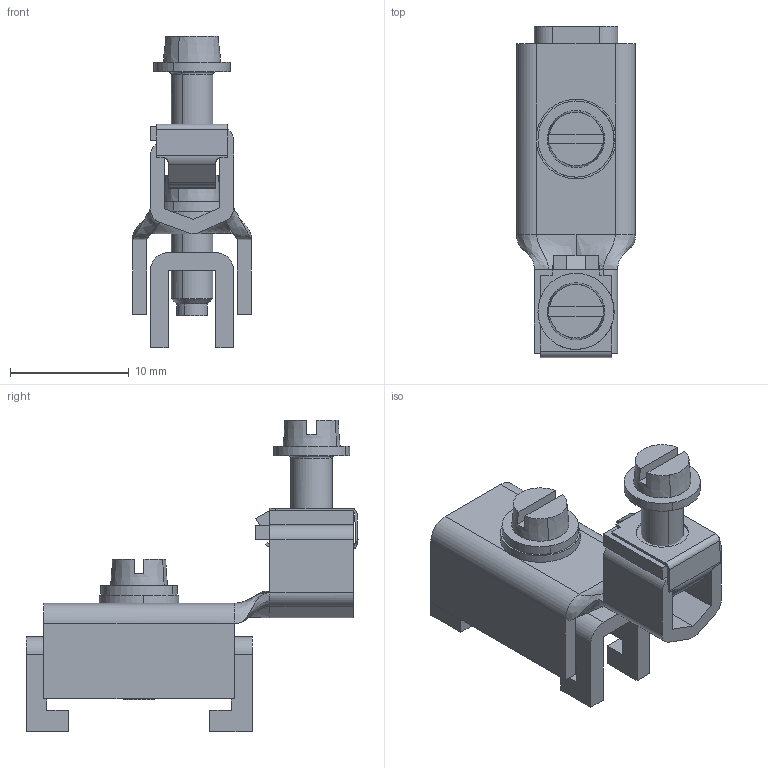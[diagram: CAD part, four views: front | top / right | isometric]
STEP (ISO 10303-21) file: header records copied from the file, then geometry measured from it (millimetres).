
FILE_DESCRIPTION(('CATIA V5 STEP Exchange','CAx-IF Rec.Pracs.--- Model Styling and Organization---1.4--- 2014-01-23'),'2;1');
FILE_NAME ('001199-1_2_0211200000_0211200000.stp','2021-12-13T06:50:24+00:00',('none'),('Weidmueller'),'CATIA Version 5-6 Release 2016 SP3 HF44','CATIA V5 STEP AP214','none');
FILE_SCHEMA(('AUTOMOTIVE_DESIGN { 1 0 10303 214 1 1 1 1 }'));
Length unit declared in the file: millimetre
Products named in the file (1): 0211200000
Bounding box: 10 x 27.9 x 26.2 mm (x, y, z)
Volume: 1402.3 mm3; surface area: 2733.5 mm2
Topology: 6 solids, 6 shells, 184 faces, 467 edges, 299 vertices
Faces by surface type: plane 112, cylinder 49, bspline 11, cone 8, torus 4
Entity records: 6638 total; most frequent: CARTESIAN_POINT 2417, ORIENTED_EDGE 934, DIRECTION 706, EDGE_CURVE 467, VECTOR 312, LINE 312, VERTEX_POINT 299, AXIS2_PLACEMENT_3D 248
